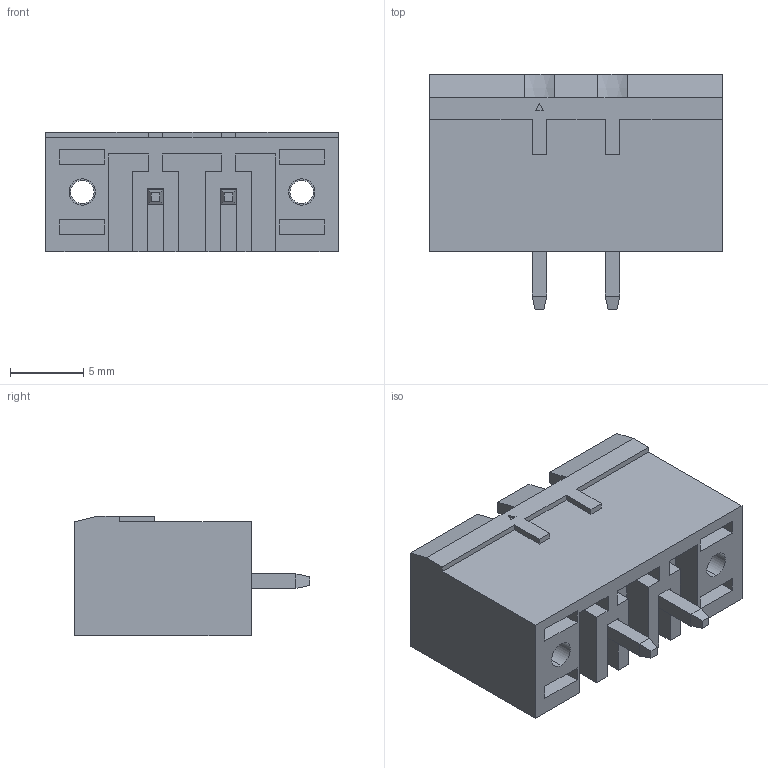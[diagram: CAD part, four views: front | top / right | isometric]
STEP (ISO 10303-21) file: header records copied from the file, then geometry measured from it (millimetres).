
FILE_DESCRIPTION (( 'STEP AP214' ), '1' );
FILE_NAME ('2EDGVM-5.0-02P-14-00AH.STEP', '2021-03-07T19:51:44', ( '' ), ( '' ), 'SwSTEP 2.0', 'SolidWorks 2020', '' );
FILE_SCHEMA (( 'AUTOMOTIVE_DESIGN' ));
Length unit declared in the file: millimetre
Products named in the file (1): 2EDGVM-5.0-02P-14-00AH
Bounding box: 20 x 16.1 x 8.2 mm (x, y, z)
Volume: 1177.3 mm3; surface area: 1918 mm2
Topology: 1 solids, 1 shells, 557 faces, 1515 edges, 998 vertices
Faces by surface type: plane 409, bspline 120, cylinder 18, cone 10
Entity records: 27777 total; most frequent: CARTESIAN_POINT 10443, ORIENTED_EDGE 3030, DIRECTION 2161, EDGE_CURVE 1515, VECTOR 1097, LINE 1097, VERTEX_POINT 998, EDGE_LOOP 599
